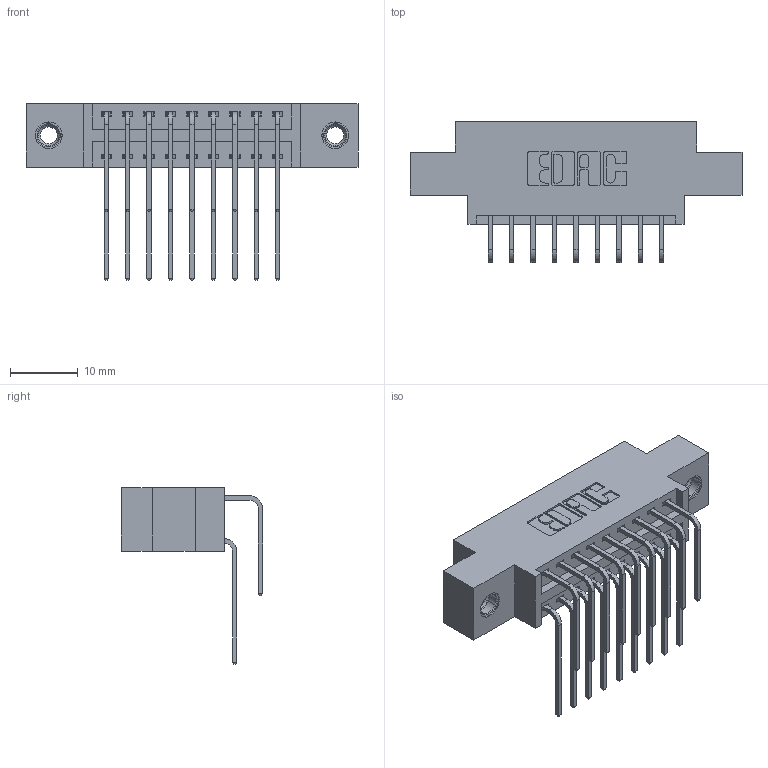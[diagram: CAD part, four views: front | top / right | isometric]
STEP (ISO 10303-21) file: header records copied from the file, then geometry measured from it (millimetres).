
FILE_DESCRIPTION (( 'STEP AP203' ), '1' );
FILE_NAME ('396-018-559-807.STEP', '2019-11-02T14:24:48', ( '' ), ( '' ), 'SwSTEP 2.0', 'SolidWorks 2016', '' );
FILE_SCHEMA (( 'CONFIG_CONTROL_DESIGN' ));
Length unit declared in the file: inch
Products named in the file (5): 346 Part_0.170 Offset - 0.156 Dia-TI; 345-292-001_558 559 Tail - 1; 345-292-001_559 Tail - 2; 396-018-559-807; 345-250-001_345-250-005-103
Assembly tree (21 placements, depth 2):
  396-018-559-807
    346 Part_0.170 Offset - 0.156 Dia-TI
    345-292-001_558 559 Tail - 1  x9
    345-292-001_559 Tail - 2  x9
    345-250-001_345-250-005-103  x2
Bounding box: 49.15 x 20.89 x 26.16 mm (x, y, z)
Volume: 4472 mm3; surface area: 6340 mm2
Topology: 21 solids, 21 shells, 1158 faces, 3375 edges, 2218 vertices
Faces by surface type: plane 778, cylinder 364, cone 12, torus 4
Entity records: 13418 total; most frequent: CARTESIAN_POINT 2294, ORIENTED_EDGE 2170, DIRECTION 2071, EDGE_CURVE 1085, LINE 857, VECTOR 857, VERTEX_POINT 716, AXIS2_PLACEMENT_3D 607
